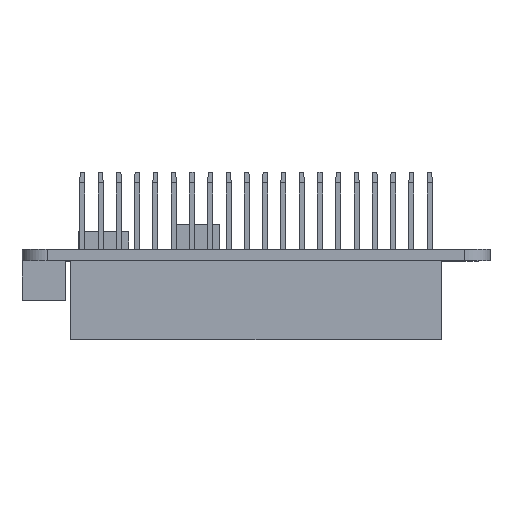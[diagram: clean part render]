
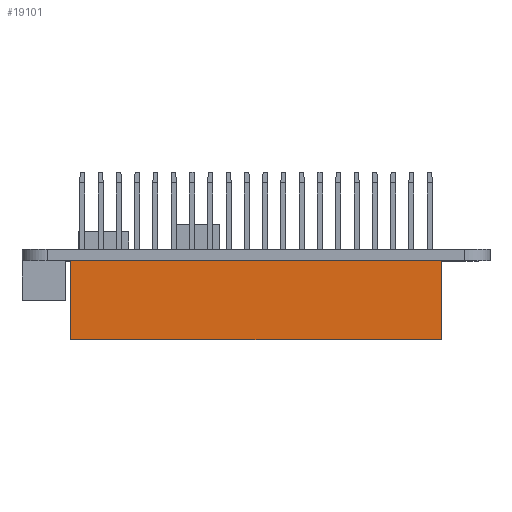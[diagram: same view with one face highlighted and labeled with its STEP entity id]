
A CAD part, top view. The second image highlights one B-rep face of the part: STEP entity #19101.
In plain terms, the highlighted free-form (B-spline) face has degree [1, 1] with [2, 2] control points.
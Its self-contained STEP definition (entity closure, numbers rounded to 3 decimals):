
#12493 = VERTEX_POINT('',#12494);
#12494 = CARTESIAN_POINT('',(-33.882,0.,18.421));
#12499 = EDGE_CURVE('',#12500,#12493,#12502,.T.);
#12500 = VERTEX_POINT('',#12501);
#12501 = CARTESIAN_POINT('',(33.882,0.,18.421));
#12502 = B_SPLINE_CURVE_WITH_KNOTS('',1,(#12503,#12504),.UNSPECIFIED.,
  .F.,.F.,(2,2),(-51.5,-0.),.PIECEWISE_BEZIER_KNOTS.);
#12503 = CARTESIAN_POINT('',(33.882,0.,18.421));
#12504 = CARTESIAN_POINT('',(-33.882,0.,18.421));
#19018 = VERTEX_POINT('',#19019);
#19019 = CARTESIAN_POINT('',(-33.882,-14.474,
    18.421));
#19034 = VERTEX_POINT('',#19035);
#19035 = CARTESIAN_POINT('',(33.882,-14.474,
    18.421));
#19040 = EDGE_CURVE('',#19034,#19018,#19041,.T.);
#19041 = B_SPLINE_CURVE_WITH_KNOTS('',1,(#19042,#19043),.UNSPECIFIED.,
  .F.,.F.,(2,2),(-51.5,-0.),.PIECEWISE_BEZIER_KNOTS.);
#19042 = CARTESIAN_POINT('',(33.882,-14.474,
    18.421));
#19043 = CARTESIAN_POINT('',(-33.882,-14.474,
    18.421));
#19060 = EDGE_CURVE('',#19018,#12493,#19061,.T.);
#19061 = B_SPLINE_CURVE_WITH_KNOTS('',1,(#19062,#19063),.UNSPECIFIED.,
  .F.,.F.,(2,2),(0.,11.),.PIECEWISE_BEZIER_KNOTS.);
#19062 = CARTESIAN_POINT('',(-33.882,-14.474,
    18.421));
#19063 = CARTESIAN_POINT('',(-33.882,0.,18.421));
#19090 = EDGE_CURVE('',#19034,#12500,#19091,.T.);
#19091 = B_SPLINE_CURVE_WITH_KNOTS('',1,(#19092,#19093),.UNSPECIFIED.,
  .F.,.F.,(2,2),(0.,11.),.PIECEWISE_BEZIER_KNOTS.);
#19092 = CARTESIAN_POINT('',(33.882,-14.474,
    18.421));
#19093 = CARTESIAN_POINT('',(33.882,0.,18.421));
#19101 = ADVANCED_FACE('',(#19102),#19108,.F.);
#19102 = FACE_BOUND('',#19103,.T.);
#19103 = EDGE_LOOP('',(#19104,#19105,#19106,#19107));
#19104 = ORIENTED_EDGE('',*,*,#12499,.T.);
#19105 = ORIENTED_EDGE('',*,*,#19060,.F.);
#19106 = ORIENTED_EDGE('',*,*,#19040,.F.);
#19107 = ORIENTED_EDGE('',*,*,#19090,.T.);
#19108 = B_SPLINE_SURFACE_WITH_KNOTS('',1,1,(
    (#19109,#19110)
    ,(#19111,#19112
    )),.UNSPECIFIED.,.F.,.F.,.F.,(2,2),(2,2),(-51.5,0.),(0.,11.),
  .PIECEWISE_BEZIER_KNOTS.);
#19109 = CARTESIAN_POINT('',(33.882,-14.474,
    18.421));
#19110 = CARTESIAN_POINT('',(33.882,0.,18.421));
#19111 = CARTESIAN_POINT('',(-33.882,-14.474,
    18.421));
#19112 = CARTESIAN_POINT('',(-33.882,0.,18.421));
